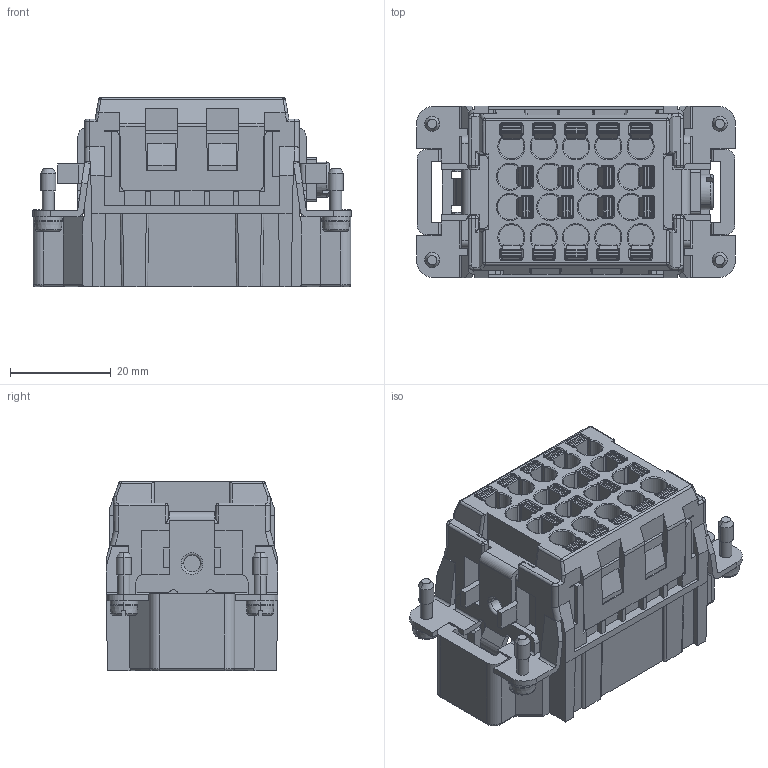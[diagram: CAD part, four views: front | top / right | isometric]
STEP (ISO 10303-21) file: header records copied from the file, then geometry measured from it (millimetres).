
FILE_DESCRIPTION(('Creo Elements/Direct Modeling STEP Export'),'2;1');
FILE_NAME('37jbk2e5pq6qcrr2256','2023-03-20T13:41:38',(''),(''),'Creo Elements/Direct Modeling STEP processor for AP214 (Solid Model)','Creo Elements/Direct Modeling 20.1B 02-Apr-2019 (C) Parametric Technology GmbH','');
FILE_SCHEMA(('AUTOMOTIVE_DESIGN { 1 0 10303 214 1 1 1 1 }'));
Products named in the file (2): CQEYM 18
Assembly tree (1 placements, depth 2):
  CQEYM 18
    CQEYM 18
Bounding box: 63.2 x 34 x 37.5 mm (x, y, z)
Volume: 36130.2 mm3; surface area: 25773.2 mm2
Topology: 1 solids, 1 shells, 2147 faces, 5639 edges, 3476 vertices
Faces by surface type: plane 1040, cylinder 771, torus 194, sphere 88, cone 54
Entity records: 81911 total; most frequent: CARTESIAN_POINT 12292, ORIENTED_EDGE 11102, DIRECTION 10966, EDGE_CURVE 5551, AXIS2_PLACEMENT_3D 3746, VERTEX_POINT 3476, VECTOR 3474, LINE 3474
